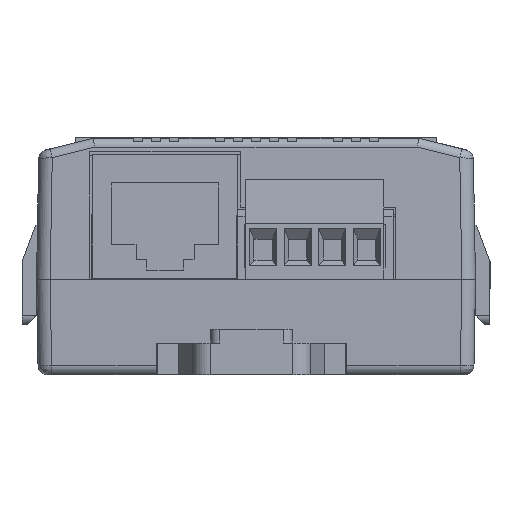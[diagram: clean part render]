
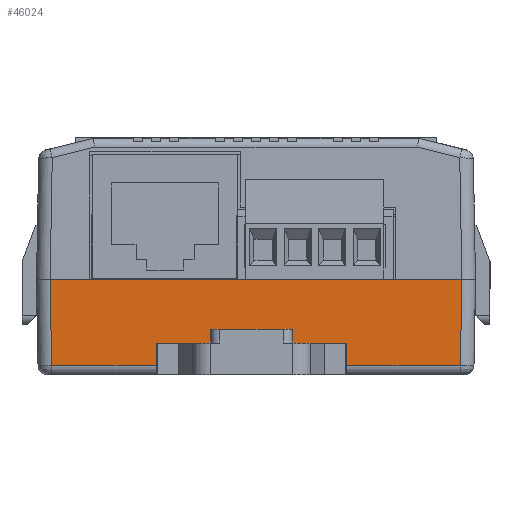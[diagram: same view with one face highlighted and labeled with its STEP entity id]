
A CAD part, front view. The second image highlights one B-rep face of the part: STEP entity #46024.
In plain terms, the highlighted face is planar.
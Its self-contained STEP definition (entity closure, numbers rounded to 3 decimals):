
#22 = EDGE_CURVE ( 'NONE', #40194, #5787, #23254, .T. ) ;
#841 = ORIENTED_EDGE ( 'NONE', *, *, #42230, .T. ) ;
#1126 = LINE ( 'NONE', #17530, #33201 ) ;
#1267 = VERTEX_POINT ( 'NONE', #29537 ) ;
#1380 = CARTESIAN_POINT ( 'NONE',  ( -38.578, -10., -5.4 ) ) ;
#1774 = VERTEX_POINT ( 'NONE', #41078 ) ;
#2209 = ORIENTED_EDGE ( 'NONE', *, *, #37542, .T. ) ;
#3475 = VECTOR ( 'NONE', #45784, 1000. ) ;
#4965 = EDGE_CURVE ( 'NONE', #44104, #15693, #19586, .T. ) ;
#5147 = VECTOR ( 'NONE', #35638, 1000. ) ;
#5340 = VERTEX_POINT ( 'NONE', #47058 ) ;
#5787 = VERTEX_POINT ( 'NONE', #27045 ) ;
#5831 = VECTOR ( 'NONE', #10039, 1000. ) ;
#6166 = CARTESIAN_POINT ( 'NONE',  ( -38.578, 11., -5.4 ) ) ;
#6169 = VECTOR ( 'NONE', #41769, 1000. ) ;
#7651 = AXIS2_PLACEMENT_3D ( 'NONE', #17645, #10561, #48208 ) ;
#8229 = CARTESIAN_POINT ( 'NONE',  ( -38.517, 22.517, -8.874 ) ) ;
#8863 = CARTESIAN_POINT ( 'NONE',  ( -38.7, -22.701, 1.626 ) ) ;
#10039 = DIRECTION ( 'NONE',  ( 0., 1., 0. ) ) ;
#10561 = DIRECTION ( 'NONE',  ( 1., 0., 0.017 ) ) ;
#12706 = ORIENTED_EDGE ( 'NONE', *, *, #4965, .T. ) ;
#13588 = LINE ( 'NONE', #44642, #5831 ) ;
#15257 = VERTEX_POINT ( 'NONE', #6166 ) ;
#15693 = VERTEX_POINT ( 'NONE', #30508 ) ;
#17530 = CARTESIAN_POINT ( 'NONE',  ( -38.534, 11., -7.917 ) ) ;
#17645 = CARTESIAN_POINT ( 'NONE',  ( -38.7, 0., 1.6 ) ) ;
#19018 = LINE ( 'NONE', #41520, #6169 ) ;
#19271 = EDGE_LOOP ( 'NONE', ( #26746, #44248, #841, #47611, #12706, #2209, #45067, #44216 ) ) ;
#19586 = LINE ( 'NONE', #8229, #40862 ) ;
#23254 = LINE ( 'NONE', #31841, #5147 ) ;
#23628 = DIRECTION ( 'NONE',  ( 0.017, -0.017, -1. ) ) ;
#26746 = ORIENTED_EDGE ( 'NONE', *, *, #22, .T. ) ;
#26762 = VECTOR ( 'NONE', #35154, 1000. ) ;
#27045 = CARTESIAN_POINT ( 'NONE',  ( -38.534, -10., -7.917 ) ) ;
#29537 = CARTESIAN_POINT ( 'NONE',  ( -38.534, 11., -7.917 ) ) ;
#29893 = CARTESIAN_POINT ( 'NONE',  ( -38.7, 11., 1.6 ) ) ;
#30508 = CARTESIAN_POINT ( 'NONE',  ( -38.534, 22.534, -7.917 ) ) ;
#30527 = EDGE_CURVE ( 'NONE', #5787, #5340, #19018, .T. ) ;
#31841 = CARTESIAN_POINT ( 'NONE',  ( -38.7, -10., 1.6 ) ) ;
#33201 = VECTOR ( 'NONE', #43565, 1000. ) ;
#35030 = CARTESIAN_POINT ( 'NONE',  ( -38.578, 0., -5.4 ) ) ;
#35154 = DIRECTION ( 'NONE',  ( -0.017, -0.017, 1. ) ) ;
#35638 = DIRECTION ( 'NONE',  ( 0.017, 0., -1. ) ) ;
#35896 = LINE ( 'NONE', #8863, #26762 ) ;
#37542 = EDGE_CURVE ( 'NONE', #15693, #1267, #1126, .T. ) ;
#38078 = VECTOR ( 'NONE', #43103, 1000. ) ;
#38948 = EDGE_CURVE ( 'NONE', #15257, #1267, #41768, .T. ) ;
#40194 = VERTEX_POINT ( 'NONE', #1380 ) ;
#40862 = VECTOR ( 'NONE', #23628, 1000. ) ;
#41078 = CARTESIAN_POINT ( 'NONE',  ( -38.7, -22.7, 1.6 ) ) ;
#41520 = CARTESIAN_POINT ( 'NONE',  ( -38.534, -22.517, -7.917 ) ) ;
#41631 = PLANE ( 'NONE',  #7651 ) ;
#41768 = LINE ( 'NONE', #29893, #3475 ) ;
#41769 = DIRECTION ( 'NONE',  ( 0., -1., 0. ) ) ;
#42230 = EDGE_CURVE ( 'NONE', #5340, #1774, #35896, .T. ) ;
#42694 = EDGE_CURVE ( 'NONE', #1774, #44104, #13588, .T. ) ;
#42933 = EDGE_CURVE ( 'NONE', #40194, #15257, #46111, .T. ) ;
#43103 = DIRECTION ( 'NONE',  ( 0., 1., 0. ) ) ;
#43565 = DIRECTION ( 'NONE',  ( 0., -1., 0. ) ) ;
#44104 = VERTEX_POINT ( 'NONE', #49304 ) ;
#44216 = ORIENTED_EDGE ( 'NONE', *, *, #42933, .F. ) ;
#44248 = ORIENTED_EDGE ( 'NONE', *, *, #30527, .T. ) ;
#44642 = CARTESIAN_POINT ( 'NONE',  ( -38.7, 0., 1.6 ) ) ;
#45067 = ORIENTED_EDGE ( 'NONE', *, *, #38948, .F. ) ;
#45402 = FACE_OUTER_BOUND ( 'NONE', #19271, .T. ) ;
#45784 = DIRECTION ( 'NONE',  ( 0.017, 0., -1. ) ) ;
#46024 = ADVANCED_FACE ( 'NONE', ( #45402 ), #41631, .F. ) ;
#46111 = LINE ( 'NONE', #35030, #38078 ) ;
#47058 = CARTESIAN_POINT ( 'NONE',  ( -38.534, -22.534, -7.917 ) ) ;
#47611 = ORIENTED_EDGE ( 'NONE', *, *, #42694, .T. ) ;
#48208 = DIRECTION ( 'NONE',  ( 0.017, 0., -1. ) ) ;
#49304 = CARTESIAN_POINT ( 'NONE',  ( -38.7, 22.7, 1.6 ) ) ;
